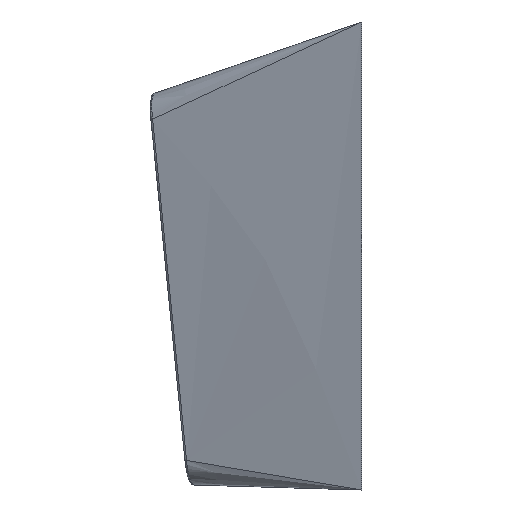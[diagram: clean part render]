
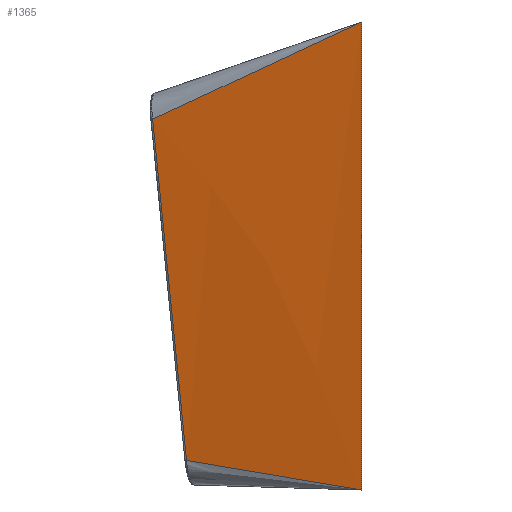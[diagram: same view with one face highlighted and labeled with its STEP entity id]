
A CAD part, left-side view. The second image highlights one B-rep face of the part: STEP entity #1365.
In plain terms, the highlighted free-form (B-spline) face has degree [3, 1] with [6, 2] control points.
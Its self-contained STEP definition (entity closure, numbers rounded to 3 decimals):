
#72 = CARTESIAN_POINT ( 'NONE',  ( 0., 0., 0. ) ) ;
#73 = CARTESIAN_POINT ( 'NONE',  ( 2.62, 7.018, 4.005 ) ) ;
#90 = CARTESIAN_POINT ( 'NONE',  ( 0.941, 2.386, 0.416 ) ) ;
#119 = CARTESIAN_POINT ( 'NONE',  ( 2.481, 7.609, 14.46 ) ) ;
#137 = CARTESIAN_POINT ( 'NONE',  ( 2.122, 6.519, 14.972 ) ) ;
#178 = FACE_OUTER_BOUND ( 'NONE', #533, .T. ) ;
#219 = CARTESIAN_POINT ( 'NONE',  ( 2.65, 6.72, 0.199 ) ) ;
#225 = CARTESIAN_POINT ( 'NONE',  ( 2.65, 8.215, 15.171 ) ) ;
#229 = CARTESIAN_POINT ( 'NONE',  ( 2.621, 7.445, 8.306 ) ) ;
#236 = EDGE_CURVE ( 'NONE', #568, #1393, #817, .T. ) ;
#255 = CARTESIAN_POINT ( 'NONE',  ( 0., 0., 18. ) ) ;
#272 = CARTESIAN_POINT ( 'NONE',  ( 2.482, 7.611, 14.459 ) ) ;
#278 = CARTESIAN_POINT ( 'NONE',  ( 2.561, 7.85, 14.347 ) ) ;
#283 = CARTESIAN_POINT ( 'NONE',  ( 2.49, 7.635, 14.448 ) ) ;
#287 = CARTESIAN_POINT ( 'NONE',  ( 2.203, 6.765, 14.856 ) ) ;
#298 = CARTESIAN_POINT ( 'NONE',  ( 2.622, 8.037, 14.259 ) ) ;
#400 = B_SPLINE_CURVE_WITH_KNOTS ( 'NONE', 3,
 ( #1354, #1208, #90, #927 ),
 .UNSPECIFIED., .F., .F.,
 ( 4, 4 ),
 ( 0.013, 1. ),
 .UNSPECIFIED. ) ;
#420 = CARTESIAN_POINT ( 'NONE',  ( 1.503, 4.63, 15.854 ) ) ;
#477 = VERTEX_POINT ( 'NONE', #298 ) ;
#526 = CARTESIAN_POINT ( 'NONE',  ( 0., 0., 3. ) ) ;
#533 = EDGE_LOOP ( 'NONE', ( #1787, #911, #1389, #1435 ) ) ;
#568 = VERTEX_POINT ( 'NONE', #255 ) ;
#581 = CARTESIAN_POINT ( 'NONE',  ( 1.826, 5.619, 15.392 ) ) ;
#674 = CARTESIAN_POINT ( 'NONE',  ( 2.622, 7.737, 11.247 ) ) ;
#704 = EDGE_CURVE ( 'NONE', #568, #477, #1706, .T. ) ;
#716 = CARTESIAN_POINT ( 'NONE',  ( 0.875, 2.705, 16.75 ) ) ;
#816 = B_SPLINE_CURVE_WITH_KNOTS ( 'NONE', 3,
 ( #924, #1471, #674, #1362, #229, #1085, #1206, #73, #1224, #1486 ),
 .UNSPECIFIED., .F., .F.,
 ( 4, 3, 3, 4 ),
 ( 0., 0.005, 0.009, 0.013 ),
 .UNSPECIFIED. ) ;
#817 = LINE ( 'NONE', #1203, #1448 ) ;
#826 = CARTESIAN_POINT ( 'NONE',  ( 0., 0., 18. ) ) ;
#835 = CARTESIAN_POINT ( 'NONE',  ( 2.6, 7.97, 14.291 ) ) ;
#842 = CARTESIAN_POINT ( 'NONE',  ( 2.453, 7.524, 14.5 ) ) ;
#911 = ORIENTED_EDGE ( 'NONE', *, *, #1266, .T. ) ;
#923 = EDGE_CURVE ( 'NONE', #1411, #1393, #400, .T. ) ;
#924 = CARTESIAN_POINT ( 'NONE',  ( 2.622, 8.037, 14.259 ) ) ;
#927 = CARTESIAN_POINT ( 'NONE',  ( 0., 0., 0. ) ) ;
#962 = CARTESIAN_POINT ( 'NONE',  ( 2.04, 6.27, 15.088 ) ) ;
#967 = CARTESIAN_POINT ( 'NONE',  ( 2.365, 7.257, 14.625 ) ) ;
#973 = CARTESIAN_POINT ( 'NONE',  ( 2.433, 7.463, 14.529 ) ) ;
#1053 = CARTESIAN_POINT ( 'NONE',  ( 2.619, 6.733, 1.137 ) ) ;
#1058 = CARTESIAN_POINT ( 'NONE',  ( 2.65, 7.218, 5.19 ) ) ;
#1064 = CARTESIAN_POINT ( 'NONE',  ( 0., 0., 0. ) ) ;
#1078 = CARTESIAN_POINT ( 'NONE',  ( 0., 0., 12. ) ) ;
#1085 = CARTESIAN_POINT ( 'NONE',  ( 2.62, 7.302, 6.873 ) ) ;
#1124 = CARTESIAN_POINT ( 'NONE',  ( 2.311, 7.092, 14.703 ) ) ;
#1199 = CARTESIAN_POINT ( 'NONE',  ( 0., 0., 18. ) ) ;
#1203 = CARTESIAN_POINT ( 'NONE',  ( 0., 0., 18. ) ) ;
#1204 = CARTESIAN_POINT ( 'NONE',  ( 0., 0., 6. ) ) ;
#1206 = CARTESIAN_POINT ( 'NONE',  ( 2.62, 7.16, 5.439 ) ) ;
#1208 = CARTESIAN_POINT ( 'NONE',  ( 1.814, 4.631, 0.795 ) ) ;
#1224 = CARTESIAN_POINT ( 'NONE',  ( 2.619, 6.875, 2.571 ) ) ;
#1246 = CARTESIAN_POINT ( 'NONE',  ( 1.666, 5.129, 15.621 ) ) ;
#1259 = CARTESIAN_POINT ( 'NONE',  ( 2.501, 7.669, 14.432 ) ) ;
#1265 = CARTESIAN_POINT ( 'NONE',  ( 2.622, 8.037, 14.259 ) ) ;
#1266 = EDGE_CURVE ( 'NONE', #477, #1411, #816, .T. ) ;
#1338 = CARTESIAN_POINT ( 'NONE',  ( 2.65, 7.716, 10.181 ) ) ;
#1354 = CARTESIAN_POINT ( 'NONE',  ( 2.619, 6.733, 1.137 ) ) ;
#1355 = CARTESIAN_POINT ( 'NONE',  ( 2.65, 7.966, 12.676 ) ) ;
#1362 = CARTESIAN_POINT ( 'NONE',  ( 2.621, 7.587, 9.74 ) ) ;
#1365 = ADVANCED_FACE ( 'NONE', ( #178 ), #1755, .T. ) ;
#1389 = ORIENTED_EDGE ( 'NONE', *, *, #923, .T. ) ;
#1390 = CARTESIAN_POINT ( 'NONE',  ( 2.482, 7.611, 14.459 ) ) ;
#1393 = VERTEX_POINT ( 'NONE', #1064 ) ;
#1397 = CARTESIAN_POINT ( 'NONE',  ( 1.337, 4.123, 16.09 ) ) ;
#1411 = VERTEX_POINT ( 'NONE', #1053 ) ;
#1435 = ORIENTED_EDGE ( 'NONE', *, *, #236, .F. ) ;
#1448 = VECTOR ( 'NONE', #1648, 1000. ) ;
#1471 = CARTESIAN_POINT ( 'NONE',  ( 2.622, 7.887, 12.753 ) ) ;
#1486 = CARTESIAN_POINT ( 'NONE',  ( 2.619, 6.733, 1.137 ) ) ;
#1530 = CARTESIAN_POINT ( 'NONE',  ( 1.985, 6.104, 15.166 ) ) ;
#1540 = CARTESIAN_POINT ( 'NONE',  ( 2.485, 7.619, 14.455 ) ) ;
#1648 = DIRECTION ( 'NONE',  ( 0., 0., -1. ) ) ;
#1679 = CARTESIAN_POINT ( 'NONE',  ( 1.959, 6.023, 15.204 ) ) ;
#1685 = CARTESIAN_POINT ( 'NONE',  ( 1.394, 4.296, 16.01 ) ) ;
#1706 = B_SPLINE_CURVE_WITH_KNOTS ( 'NONE', 3,
 ( #826, #1825, #716, #1397, #1685, #420, #1246, #581, #1679, #1530, #962, #137, #287, #1124, #967, #973, #842, #1799, #119, #1390, #272, #1540, #283, #1259, #278, #835, #1265 ),
 .UNSPECIFIED., .F., .F.,
 ( 4, 2, 2, 1, 2, 2, 1, 2, 2, 1, 1, 2, 2, 1, 1, 1, 4 ),
 ( 0., 0.487, 0.548, 0.609, 0.731, 0.761, 0.792, 0.853, 0.914, 0.929, 0.937, 0.937, 0.938, 0.938, 0.94, 0.944, 0.975 ),
 .UNSPECIFIED. ) ;
#1748 = CARTESIAN_POINT ( 'NONE',  ( 0., 0., 15. ) ) ;
#1755 = B_SPLINE_SURFACE_WITH_KNOTS ( 'NONE', 3, 1, ( 
 ( #72, #219 ),
 ( #526, #1770 ),
 ( #1204, #1058 ),
 ( #1078, #1338 ),
 ( #1748, #1355 ),
 ( #1199, #225 ) ),
 .UNSPECIFIED., .F., .F., .F.,
 ( 4, 2, 4 ),
 ( 2, 2 ),
 ( 0., 0.5, 1. ),
 ( 0., 1. ),
 .UNSPECIFIED. ) ;
#1770 = CARTESIAN_POINT ( 'NONE',  ( 2.65, 6.969, 2.695 ) ) ;
#1787 = ORIENTED_EDGE ( 'NONE', *, *, #704, .T. ) ;
#1799 = CARTESIAN_POINT ( 'NONE',  ( 2.474, 7.587, 14.471 ) ) ;
#1825 = CARTESIAN_POINT ( 'NONE',  ( 0.446, 1.383, 17.362 ) ) ;
